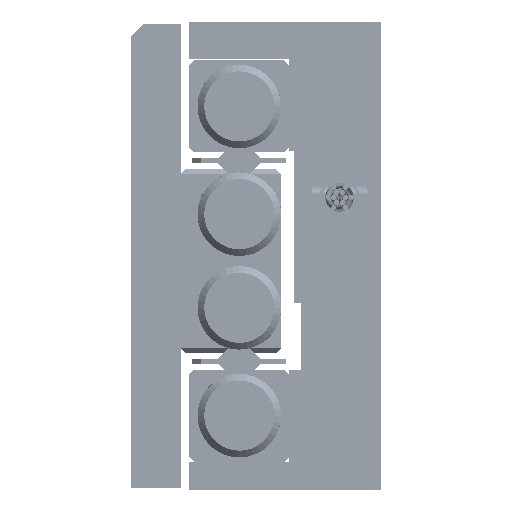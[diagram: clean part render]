
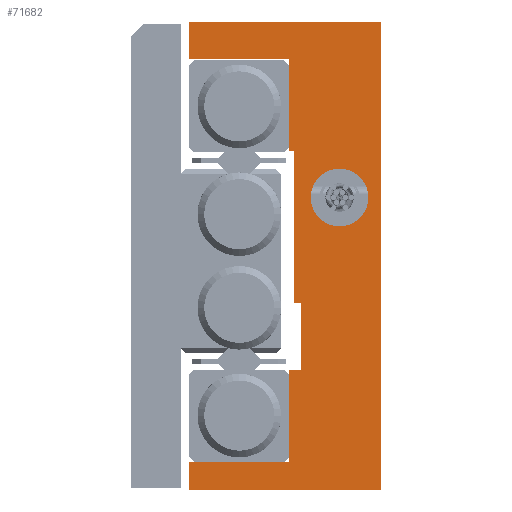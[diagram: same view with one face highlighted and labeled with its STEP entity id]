
A CAD part, left-side view. The second image highlights one B-rep face of the part: STEP entity #71682.
In plain terms, the highlighted planar face has unit normal (-1, 0, 0).
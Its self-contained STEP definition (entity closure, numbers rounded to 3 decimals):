
#278 = DIRECTION ( 'NONE',  ( 0., 0., -1. ) ) ;
#551 = ORIENTED_EDGE ( 'NONE', *, *, #26709, .T. ) ;
#569 = VERTEX_POINT ( 'NONE', #34049 ) ;
#1320 = AXIS2_PLACEMENT_3D ( 'NONE', #13086, #7537, #24482 ) ;
#2096 = VECTOR ( 'NONE', #41182, 1000. ) ;
#2114 = EDGE_CURVE ( 'NONE', #64318, #27642, #24523, .T. ) ;
#2416 = LINE ( 'NONE', #41906, #16670 ) ;
#2494 = EDGE_CURVE ( 'NONE', #39673, #12724, #70937, .T. ) ;
#2945 = VECTOR ( 'NONE', #23185, 1000. ) ;
#4287 = LINE ( 'NONE', #71741, #52748 ) ;
#4778 = DIRECTION ( 'NONE',  ( 0., 0., -1. ) ) ;
#5521 = VERTEX_POINT ( 'NONE', #47182 ) ;
#5816 = VECTOR ( 'NONE', #4778, 1000. ) ;
#6182 = ORIENTED_EDGE ( 'NONE', *, *, #11570, .F. ) ;
#6627 = LINE ( 'NONE', #34649, #43080 ) ;
#7537 = DIRECTION ( 'NONE',  ( -1., 0., 0. ) ) ;
#8078 = CARTESIAN_POINT ( 'NONE',  ( -60., 5.5, -12.3 ) ) ;
#9320 = DIRECTION ( 'NONE',  ( 0., 0., 1. ) ) ;
#10692 = CARTESIAN_POINT ( 'NONE',  ( -60., 11.5, 14. ) ) ;
#10734 = VERTEX_POINT ( 'NONE', #15428 ) ;
#11570 = EDGE_CURVE ( 'NONE', #13110, #12126, #44952, .T. ) ;
#12046 = CARTESIAN_POINT ( 'NONE',  ( -60., 4.8, -6.8 ) ) ;
#12126 = VERTEX_POINT ( 'NONE', #39576 ) ;
#12371 = VECTOR ( 'NONE', #67724, 1000. ) ;
#12724 = VERTEX_POINT ( 'NONE', #25845 ) ;
#13086 = CARTESIAN_POINT ( 'NONE',  ( -60., 2.5, 3.5 ) ) ;
#13110 = VERTEX_POINT ( 'NONE', #61454 ) ;
#13621 = CARTESIAN_POINT ( 'NONE',  ( -60., 5.5, -6.8 ) ) ;
#15428 = CARTESIAN_POINT ( 'NONE',  ( -60., 0., -14. ) ) ;
#16035 = LINE ( 'NONE', #56209, #23365 ) ;
#16540 = ORIENTED_EDGE ( 'NONE', *, *, #58988, .F. ) ;
#16670 = VECTOR ( 'NONE', #70225, 1000. ) ;
#17590 = VECTOR ( 'NONE', #51824, 1000. ) ;
#17685 = CARTESIAN_POINT ( 'NONE',  ( -60., 11.5, -14. ) ) ;
#18449 = ORIENTED_EDGE ( 'NONE', *, *, #55818, .F. ) ;
#18922 = DIRECTION ( 'NONE',  ( 0., 1., 0. ) ) ;
#19186 = VERTEX_POINT ( 'NONE', #36801 ) ;
#19585 = VECTOR ( 'NONE', #56695, 1000. ) ;
#19751 = CARTESIAN_POINT ( 'NONE',  ( -60., 5.5, 6.3 ) ) ;
#21148 = CARTESIAN_POINT ( 'NONE',  ( -60., 0., 14. ) ) ;
#21735 = LINE ( 'NONE', #10692, #5816 ) ;
#22396 = CARTESIAN_POINT ( 'NONE',  ( -60., 0., -14. ) ) ;
#22762 = FACE_OUTER_BOUND ( 'NONE', #25121, .T. ) ;
#22772 = ORIENTED_EDGE ( 'NONE', *, *, #30107, .T. ) ;
#22942 = ORIENTED_EDGE ( 'NONE', *, *, #71527, .F. ) ;
#23070 = CARTESIAN_POINT ( 'NONE',  ( -60., 5.5, -6.8 ) ) ;
#23118 = CARTESIAN_POINT ( 'NONE',  ( -60., 5.5, -14. ) ) ;
#23185 = DIRECTION ( 'NONE',  ( 0., 1., 0. ) ) ;
#23365 = VECTOR ( 'NONE', #45175, 1000. ) ;
#23423 = EDGE_CURVE ( 'NONE', #12126, #13110, #28478, .T. ) ;
#24482 = DIRECTION ( 'NONE',  ( 0., 0., 1. ) ) ;
#24523 = LINE ( 'NONE', #23070, #2096 ) ;
#24554 = CARTESIAN_POINT ( 'NONE',  ( -60., 5.2, 6.3 ) ) ;
#25027 = ORIENTED_EDGE ( 'NONE', *, *, #44476, .F. ) ;
#25121 = EDGE_LOOP ( 'NONE', ( #18449, #54020, #22942, #551, #45047, #71659, #36456, #16540, #22772, #53384, #46439, #25027, #50831, #48384 ) ) ;
#25845 = CARTESIAN_POINT ( 'NONE',  ( -60., 5.5, 11.8 ) ) ;
#26018 = VERTEX_POINT ( 'NONE', #28229 ) ;
#26395 = DIRECTION ( 'NONE',  ( 0., -1., 0. ) ) ;
#26709 = EDGE_CURVE ( 'NONE', #43796, #26018, #69765, .T. ) ;
#27642 = VERTEX_POINT ( 'NONE', #12046 ) ;
#28229 = CARTESIAN_POINT ( 'NONE',  ( -60., 11.5, -12.3 ) ) ;
#28478 = CIRCLE ( 'NONE', #35575, 1.727 ) ;
#29535 = CARTESIAN_POINT ( 'NONE',  ( -60., 11.5, 11.8 ) ) ;
#29776 = VERTEX_POINT ( 'NONE', #29535 ) ;
#30107 = EDGE_CURVE ( 'NONE', #19186, #29776, #21735, .T. ) ;
#30776 = EDGE_CURVE ( 'NONE', #10734, #72707, #44917, .T. ) ;
#31031 = VERTEX_POINT ( 'NONE', #24554 ) ;
#31969 = EDGE_CURVE ( 'NONE', #569, #5521, #62656, .T. ) ;
#33682 = EDGE_CURVE ( 'NONE', #5521, #31031, #16035, .T. ) ;
#34049 = CARTESIAN_POINT ( 'NONE',  ( -60., 4.8, -2.8 ) ) ;
#34203 = CARTESIAN_POINT ( 'NONE',  ( -60., 5.5, 6.3 ) ) ;
#34649 = CARTESIAN_POINT ( 'NONE',  ( -60., 5.5, 11.8 ) ) ;
#35575 = AXIS2_PLACEMENT_3D ( 'NONE', #59820, #53571, #9320 ) ;
#36456 = ORIENTED_EDGE ( 'NONE', *, *, #30776, .T. ) ;
#36801 = CARTESIAN_POINT ( 'NONE',  ( -60., 11.5, 14. ) ) ;
#37246 = VECTOR ( 'NONE', #18922, 1000. ) ;
#39576 = CARTESIAN_POINT ( 'NONE',  ( -60., 2.5, 1.773 ) ) ;
#39673 = VERTEX_POINT ( 'NONE', #19751 ) ;
#40041 = LINE ( 'NONE', #62861, #17590 ) ;
#40127 = LINE ( 'NONE', #23118, #12371 ) ;
#40707 = CARTESIAN_POINT ( 'NONE',  ( -60., 5.5, -12.3 ) ) ;
#40989 = VECTOR ( 'NONE', #62296, 1000. ) ;
#40994 = VECTOR ( 'NONE', #41896, 1000. ) ;
#41182 = DIRECTION ( 'NONE',  ( 0., -1., 0. ) ) ;
#41896 = DIRECTION ( 'NONE',  ( 0., 0., 1. ) ) ;
#41906 = CARTESIAN_POINT ( 'NONE',  ( -60., 4.8, -6.8 ) ) ;
#43080 = VECTOR ( 'NONE', #57138, 1000. ) ;
#43522 = CARTESIAN_POINT ( 'NONE',  ( -60., 11.5, -14. ) ) ;
#43796 = VERTEX_POINT ( 'NONE', #8078 ) ;
#44476 = EDGE_CURVE ( 'NONE', #31031, #39673, #62224, .T. ) ;
#44917 = LINE ( 'NONE', #22396, #70614 ) ;
#44952 = CIRCLE ( 'NONE', #1320, 1.727 ) ;
#45047 = ORIENTED_EDGE ( 'NONE', *, *, #45706, .T. ) ;
#45175 = DIRECTION ( 'NONE',  ( 0., 0., 1. ) ) ;
#45217 = EDGE_LOOP ( 'NONE', ( #6182, #60024 ) ) ;
#45706 = EDGE_CURVE ( 'NONE', #26018, #66248, #67792, .T. ) ;
#46439 = ORIENTED_EDGE ( 'NONE', *, *, #2494, .F. ) ;
#47182 = CARTESIAN_POINT ( 'NONE',  ( -60., 5.2, -2.8 ) ) ;
#48384 = ORIENTED_EDGE ( 'NONE', *, *, #31969, .F. ) ;
#50518 = CARTESIAN_POINT ( 'NONE',  ( -60., 4.8, -2.8 ) ) ;
#50831 = ORIENTED_EDGE ( 'NONE', *, *, #33682, .F. ) ;
#51533 = DIRECTION ( 'NONE',  ( 1., 0., 0. ) ) ;
#51824 = DIRECTION ( 'NONE',  ( 0., -1., 0. ) ) ;
#52748 = VECTOR ( 'NONE', #26395, 1000. ) ;
#53384 = ORIENTED_EDGE ( 'NONE', *, *, #69542, .T. ) ;
#53571 = DIRECTION ( 'NONE',  ( -1., 0., 0. ) ) ;
#54020 = ORIENTED_EDGE ( 'NONE', *, *, #2114, .F. ) ;
#54361 = EDGE_CURVE ( 'NONE', #66248, #10734, #40041, .T. ) ;
#54392 = CARTESIAN_POINT ( 'NONE',  ( -60., 5.5, -14. ) ) ;
#55818 = EDGE_CURVE ( 'NONE', #27642, #569, #2416, .T. ) ;
#56209 = CARTESIAN_POINT ( 'NONE',  ( -60., 5.2, 6.3 ) ) ;
#56695 = DIRECTION ( 'NONE',  ( 0., 1., 0. ) ) ;
#57043 = FACE_BOUND ( 'NONE', #45217, .T. ) ;
#57138 = DIRECTION ( 'NONE',  ( 0., -1., 0. ) ) ;
#58988 = EDGE_CURVE ( 'NONE', #19186, #72707, #4287, .T. ) ;
#59820 = CARTESIAN_POINT ( 'NONE',  ( -60., 2.5, 3.5 ) ) ;
#60024 = ORIENTED_EDGE ( 'NONE', *, *, #23423, .F. ) ;
#61158 = CARTESIAN_POINT ( 'NONE',  ( -60., 5.5, -14. ) ) ;
#61454 = CARTESIAN_POINT ( 'NONE',  ( -60., 2.5, 5.227 ) ) ;
#61515 = PLANE ( 'NONE',  #62992 ) ;
#62224 = LINE ( 'NONE', #34203, #19585 ) ;
#62296 = DIRECTION ( 'NONE',  ( 0., 0., -1. ) ) ;
#62656 = LINE ( 'NONE', #50518, #2945 ) ;
#62861 = CARTESIAN_POINT ( 'NONE',  ( -60., 5.5, -14. ) ) ;
#62992 = AXIS2_PLACEMENT_3D ( 'NONE', #61158, #51533, #278 ) ;
#64318 = VERTEX_POINT ( 'NONE', #13621 ) ;
#66248 = VERTEX_POINT ( 'NONE', #43522 ) ;
#67700 = DIRECTION ( 'NONE',  ( 0., 0., 1. ) ) ;
#67724 = DIRECTION ( 'NONE',  ( 0., 0., 1. ) ) ;
#67792 = LINE ( 'NONE', #17685, #40989 ) ;
#69542 = EDGE_CURVE ( 'NONE', #29776, #12724, #6627, .T. ) ;
#69765 = LINE ( 'NONE', #40707, #37246 ) ;
#70225 = DIRECTION ( 'NONE',  ( 0., 0., 1. ) ) ;
#70614 = VECTOR ( 'NONE', #67700, 1000. ) ;
#70937 = LINE ( 'NONE', #54392, #40994 ) ;
#71527 = EDGE_CURVE ( 'NONE', #43796, #64318, #40127, .T. ) ;
#71659 = ORIENTED_EDGE ( 'NONE', *, *, #54361, .T. ) ;
#71682 = ADVANCED_FACE ( 'NONE', ( #22762, #57043 ), #61515, .F. ) ;
#71741 = CARTESIAN_POINT ( 'NONE',  ( -60., 5.5, 14. ) ) ;
#72707 = VERTEX_POINT ( 'NONE', #21148 ) ;
